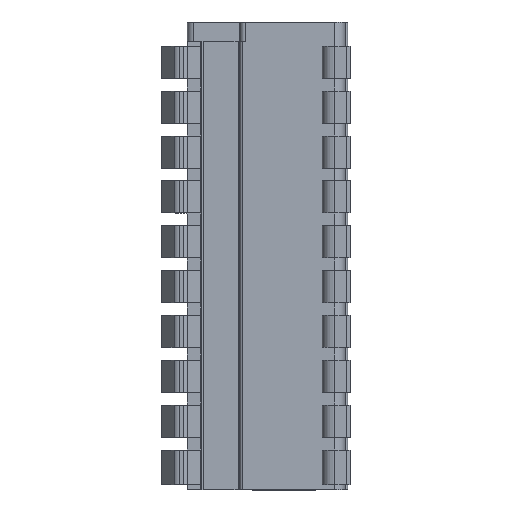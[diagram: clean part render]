
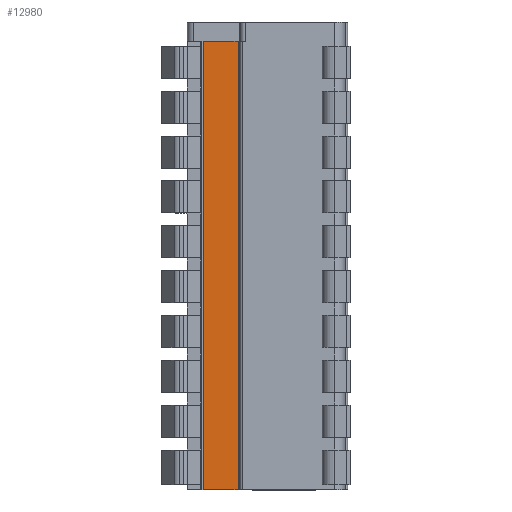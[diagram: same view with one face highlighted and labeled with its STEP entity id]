
A CAD part, top view. The second image highlights one B-rep face of the part: STEP entity #12980.
In plain terms, the highlighted planar face has unit normal (0, 0, 1).
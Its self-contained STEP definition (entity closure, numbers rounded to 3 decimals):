
#36=DIRECTION('',(1.,0.,0.));
#37=VECTOR('',#36,2.7);
#38=CARTESIAN_POINT('',(-4.12,0.,2.73));
#39=LINE('',#38,#37);
#1400=DIRECTION('',(1.,0.,0.));
#1401=VECTOR('',#1400,2.7);
#1402=CARTESIAN_POINT('',(-4.12,-35.,2.73));
#1403=LINE('',#1402,#1401);
#4417=DIRECTION('',(0.,-1.,0.));
#4418=VECTOR('',#4417,35.);
#4419=CARTESIAN_POINT('',(-4.12,0.,2.73));
#4420=LINE('',#4419,#4418);
#4421=DIRECTION('',(0.,-1.,0.));
#4422=VECTOR('',#4421,35.);
#4423=CARTESIAN_POINT('',(-1.42,0.,2.73));
#4424=LINE('',#4423,#4422);
#5808=CARTESIAN_POINT('',(-4.12,0.,2.73));
#5809=VERTEX_POINT('',#5808);
#5810=CARTESIAN_POINT('',(-1.42,0.,2.73));
#5811=VERTEX_POINT('',#5810);
#5846=CARTESIAN_POINT('',(-4.12,-35.,2.73));
#5847=VERTEX_POINT('',#5846);
#5848=CARTESIAN_POINT('',(-1.42,-35.,2.73));
#5849=VERTEX_POINT('',#5848);
#12968=CARTESIAN_POINT('',(-4.12,0.,2.73));
#12969=DIRECTION('',(0.,0.,1.));
#12970=DIRECTION('',(1.,0.,0.));
#12971=AXIS2_PLACEMENT_3D('',#12968,#12969,#12970);
#12972=PLANE('',#12971);
#12973=ORIENTED_EDGE('',*,*,#7545,.T.);
#12975=ORIENTED_EDGE('',*,*,#12974,.T.);
#12976=ORIENTED_EDGE('',*,*,#8667,.F.);
#12977=ORIENTED_EDGE('',*,*,#12961,.F.);
#12978=EDGE_LOOP('',(#12973,#12975,#12976,#12977));
#12979=FACE_OUTER_BOUND('',#12978,.F.);
#12980=ADVANCED_FACE('',(#12979),#12972,.T.);
#7545=EDGE_CURVE('',#5809,#5811,#39,.T.);
#8667=EDGE_CURVE('',#5847,#5849,#1403,.T.);
#12961=EDGE_CURVE('',#5809,#5847,#4420,.T.);
#12974=EDGE_CURVE('',#5811,#5849,#4424,.T.);
